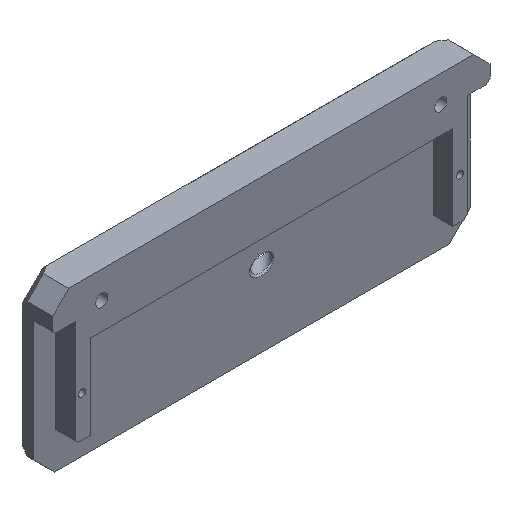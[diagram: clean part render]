
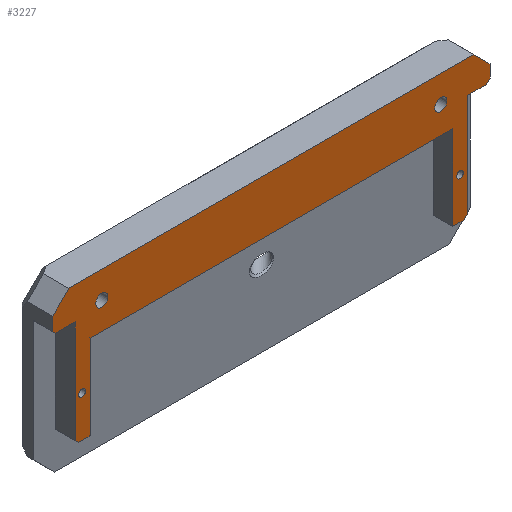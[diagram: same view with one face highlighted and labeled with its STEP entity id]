
A CAD part, isometric view. The second image highlights one B-rep face of the part: STEP entity #3227.
In plain terms, the highlighted planar face has unit normal (0, -1, 0).
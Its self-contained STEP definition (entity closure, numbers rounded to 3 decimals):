
#32=FACE_BOUND('',#322,.T.);
#33=FACE_BOUND('',#323,.T.);
#34=FACE_BOUND('',#324,.T.);
#35=FACE_BOUND('',#325,.T.);
#53=CIRCLE('',#3415,1.7);
#54=CIRCLE('',#3416,0.95);
#55=CIRCLE('',#3417,1.7);
#56=CIRCLE('',#3418,0.95);
#148=FACE_OUTER_BOUND('',#321,.T.);
#321=EDGE_LOOP('',(#2332,#2333,#2334,#2335,#2336,#2337,#2338,#2339,#2340,
#2341,#2342,#2343,#2344,#2345,#2346,#2347,#2348,#2349));
#322=EDGE_LOOP('',(#2350));
#323=EDGE_LOOP('',(#2351));
#324=EDGE_LOOP('',(#2352));
#325=EDGE_LOOP('',(#2353));
#639=LINE('',#4788,#1060);
#643=LINE('',#4796,#1064);
#644=LINE('',#4798,#1065);
#645=LINE('',#4800,#1066);
#646=LINE('',#4802,#1067);
#647=LINE('',#4804,#1068);
#648=LINE('',#4806,#1069);
#649=LINE('',#4808,#1070);
#650=LINE('',#4810,#1071);
#651=LINE('',#4812,#1072);
#652=LINE('',#4814,#1073);
#653=LINE('',#4816,#1074);
#654=LINE('',#4818,#1075);
#655=LINE('',#4820,#1076);
#656=LINE('',#4822,#1077);
#657=LINE('',#4824,#1078);
#658=LINE('',#4826,#1079);
#659=LINE('',#4827,#1080);
#1060=VECTOR('',#3862,10.);
#1064=VECTOR('',#3868,10.);
#1065=VECTOR('',#3869,10.);
#1066=VECTOR('',#3870,10.);
#1067=VECTOR('',#3871,10.);
#1068=VECTOR('',#3872,10.);
#1069=VECTOR('',#3873,10.);
#1070=VECTOR('',#3874,10.);
#1071=VECTOR('',#3875,10.);
#1072=VECTOR('',#3876,10.);
#1073=VECTOR('',#3877,10.);
#1074=VECTOR('',#3878,10.);
#1075=VECTOR('',#3879,10.);
#1076=VECTOR('',#3880,10.);
#1077=VECTOR('',#3881,10.);
#1078=VECTOR('',#3882,10.);
#1079=VECTOR('',#3883,10.);
#1080=VECTOR('',#3884,10.);
#1439=VERTEX_POINT('',#4786);
#1440=VERTEX_POINT('',#4787);
#1443=VERTEX_POINT('',#4795);
#1444=VERTEX_POINT('',#4797);
#1445=VERTEX_POINT('',#4799);
#1446=VERTEX_POINT('',#4801);
#1447=VERTEX_POINT('',#4803);
#1448=VERTEX_POINT('',#4805);
#1449=VERTEX_POINT('',#4807);
#1450=VERTEX_POINT('',#4809);
#1451=VERTEX_POINT('',#4811);
#1452=VERTEX_POINT('',#4813);
#1453=VERTEX_POINT('',#4815);
#1454=VERTEX_POINT('',#4817);
#1455=VERTEX_POINT('',#4819);
#1456=VERTEX_POINT('',#4821);
#1457=VERTEX_POINT('',#4823);
#1458=VERTEX_POINT('',#4825);
#1459=VERTEX_POINT('',#4828);
#1460=VERTEX_POINT('',#4830);
#1461=VERTEX_POINT('',#4832);
#1462=VERTEX_POINT('',#4834);
#1791=EDGE_CURVE('',#1439,#1440,#639,.T.);
#1795=EDGE_CURVE('',#1439,#1443,#643,.F.);
#1796=EDGE_CURVE('',#1443,#1444,#644,.T.);
#1797=EDGE_CURVE('',#1445,#1444,#645,.T.);
#1798=EDGE_CURVE('',#1445,#1446,#646,.T.);
#1799=EDGE_CURVE('',#1446,#1447,#647,.T.);
#1800=EDGE_CURVE('',#1448,#1447,#648,.T.);
#1801=EDGE_CURVE('',#1448,#1449,#649,.T.);
#1802=EDGE_CURVE('',#1449,#1450,#650,.T.);
#1803=EDGE_CURVE('',#1451,#1450,#651,.T.);
#1804=EDGE_CURVE('',#1451,#1452,#652,.T.);
#1805=EDGE_CURVE('',#1452,#1453,#653,.F.);
#1806=EDGE_CURVE('',#1454,#1453,#654,.T.);
#1807=EDGE_CURVE('',#1455,#1454,#655,.T.);
#1808=EDGE_CURVE('',#1456,#1455,#656,.T.);
#1809=EDGE_CURVE('',#1457,#1456,#657,.T.);
#1810=EDGE_CURVE('',#1458,#1457,#658,.T.);
#1811=EDGE_CURVE('',#1440,#1458,#659,.T.);
#1812=EDGE_CURVE('',#1459,#1459,#53,.T.);
#1813=EDGE_CURVE('',#1460,#1460,#54,.T.);
#1814=EDGE_CURVE('',#1461,#1461,#55,.T.);
#1815=EDGE_CURVE('',#1462,#1462,#56,.T.);
#2332=ORIENTED_EDGE('',*,*,#1791,.F.);
#2333=ORIENTED_EDGE('',*,*,#1795,.T.);
#2334=ORIENTED_EDGE('',*,*,#1796,.T.);
#2335=ORIENTED_EDGE('',*,*,#1797,.F.);
#2336=ORIENTED_EDGE('',*,*,#1798,.T.);
#2337=ORIENTED_EDGE('',*,*,#1799,.T.);
#2338=ORIENTED_EDGE('',*,*,#1800,.F.);
#2339=ORIENTED_EDGE('',*,*,#1801,.T.);
#2340=ORIENTED_EDGE('',*,*,#1802,.T.);
#2341=ORIENTED_EDGE('',*,*,#1803,.F.);
#2342=ORIENTED_EDGE('',*,*,#1804,.T.);
#2343=ORIENTED_EDGE('',*,*,#1805,.T.);
#2344=ORIENTED_EDGE('',*,*,#1806,.F.);
#2345=ORIENTED_EDGE('',*,*,#1807,.F.);
#2346=ORIENTED_EDGE('',*,*,#1808,.F.);
#2347=ORIENTED_EDGE('',*,*,#1809,.F.);
#2348=ORIENTED_EDGE('',*,*,#1810,.F.);
#2349=ORIENTED_EDGE('',*,*,#1811,.F.);
#2350=ORIENTED_EDGE('',*,*,#1812,.T.);
#2351=ORIENTED_EDGE('',*,*,#1813,.T.);
#2352=ORIENTED_EDGE('',*,*,#1814,.T.);
#2353=ORIENTED_EDGE('',*,*,#1815,.T.);
#3065=PLANE('',#3414);
#3227=ADVANCED_FACE('',(#148,#32,#33,#34,#35),#3065,.T.);
#3414=AXIS2_PLACEMENT_3D('',#4794,#3866,#3867);
#3415=AXIS2_PLACEMENT_3D('',#4829,#3885,#3886);
#3416=AXIS2_PLACEMENT_3D('',#4831,#3887,#3888);
#3417=AXIS2_PLACEMENT_3D('',#4833,#3889,#3890);
#3418=AXIS2_PLACEMENT_3D('',#4835,#3891,#3892);
#3862=DIRECTION('',(-0.707,0.,0.707));
#3866=DIRECTION('center_axis',(0.,-1.,0.));
#3867=DIRECTION('ref_axis',(0.,0.,
-1.));
#3868=DIRECTION('',(-1.,0.,0.));
#3869=DIRECTION('',(0.,0.,-1.));
#3870=DIRECTION('',(-0.707,0.,0.707));
#3871=DIRECTION('',(1.,0.,0.));
#3872=DIRECTION('',(0.,0.,1.));
#3873=DIRECTION('',(-1.,0.,0.));
#3874=DIRECTION('',(0.,0.,-1.));
#3875=DIRECTION('',(1.,0.,0.));
#3876=DIRECTION('',(-0.707,0.,-0.707));
#3877=DIRECTION('',(0.,0.,1.));
#3878=DIRECTION('',(-1.,0.,0.));
#3879=DIRECTION('',(-0.707,0.,-0.707));
#3880=DIRECTION('',(0.,0.,-1.));
#3881=DIRECTION('',(0.707,0.,-0.707));
#3882=DIRECTION('',(1.,0.,0.));
#3883=DIRECTION('',(0.707,0.,0.707));
#3884=DIRECTION('',(0.,0.,1.));
#3885=DIRECTION('center_axis',(0.,1.,0.));
#3886=DIRECTION('ref_axis',(-1.,0.,0.));
#3887=DIRECTION('center_axis',(0.,1.,0.));
#3888=DIRECTION('ref_axis',(1.,0.,0.));
#3889=DIRECTION('center_axis',(0.,1.,0.));
#3890=DIRECTION('ref_axis',(-1.,0.,0.));
#3891=DIRECTION('center_axis',(0.,1.,0.));
#3892=DIRECTION('ref_axis',(1.,0.,0.));
#4786=CARTESIAN_POINT('',(-94.998,-172.5,172.585));
#4787=CARTESIAN_POINT('',(-95.748,-172.5,173.335));
#4788=CARTESIAN_POINT('',(-62.43,-172.5,140.016));
#4794=CARTESIAN_POINT('Origin',(18.176,-172.5,154.735));
#4795=CARTESIAN_POINT('',(-89.524,-172.5,172.585));
#4796=CARTESIAN_POINT('',(-35.674,-172.5,172.585));
#4797=CARTESIAN_POINT('',(-89.524,-172.5,143.885));
#4798=CARTESIAN_POINT('',(-89.524,-172.5,160.66));
#4799=CARTESIAN_POINT('',(-88.524,-172.5,142.885));
#4800=CARTESIAN_POINT('',(-65.061,-172.5,119.423));
#4801=CARTESIAN_POINT('',(-85.324,-172.5,142.885));
#4802=CARTESIAN_POINT('',(-85.774,-172.5,142.885));
#4803=CARTESIAN_POINT('',(-85.324,-172.5,166.585));
#4804=CARTESIAN_POINT('',(-85.324,-172.5,158.485));
#4805=CARTESIAN_POINT('',(16.076,-172.5,166.585));
#4806=CARTESIAN_POINT('',(-8.224,-172.5,166.585));
#4807=CARTESIAN_POINT('',(16.076,-172.5,142.885));
#4808=CARTESIAN_POINT('',(16.076,-172.5,160.66));
#4809=CARTESIAN_POINT('',(19.276,-172.5,142.885));
#4810=CARTESIAN_POINT('',(17.126,-172.5,142.885));
#4811=CARTESIAN_POINT('',(20.276,-172.5,143.885));
#4812=CARTESIAN_POINT('',(22.214,-172.5,145.823));
#4813=CARTESIAN_POINT('',(20.276,-172.5,172.585));
#4814=CARTESIAN_POINT('',(20.276,-172.5,149.56));
#4815=CARTESIAN_POINT('',(25.441,-172.5,172.585));
#4816=CARTESIAN_POINT('',(19.226,-172.5,172.585));
#4817=CARTESIAN_POINT('',(26.502,-172.5,173.646));
#4818=CARTESIAN_POINT('',(19.427,-172.5,166.572));
#4819=CARTESIAN_POINT('',(26.502,-172.5,177.085));
#4820=CARTESIAN_POINT('',(26.502,-172.5,148.81));
#4821=CARTESIAN_POINT('',(22.002,-172.5,181.585));
#4822=CARTESIAN_POINT('',(19.601,-172.5,183.985));
#4823=CARTESIAN_POINT('',(-91.248,-172.5,181.585));
#4824=CARTESIAN_POINT('',(20.276,-172.5,181.585));
#4825=CARTESIAN_POINT('',(-95.748,-172.5,177.085));
#4826=CARTESIAN_POINT('',(-62.448,-172.5,210.385));
#4827=CARTESIAN_POINT('',(-95.748,-172.5,170.335));
#4828=CARTESIAN_POINT('',(-80.324,-172.5,174.085));
#4829=CARTESIAN_POINT('Origin',(-82.024,-172.5,174.085));
#4830=CARTESIAN_POINT('',(-88.499,-172.5,154.435));
#4831=CARTESIAN_POINT('Origin',(-87.549,-172.5,154.435));
#4832=CARTESIAN_POINT('',(14.476,-172.5,174.085));
#4833=CARTESIAN_POINT('Origin',(12.776,-172.5,174.085));
#4834=CARTESIAN_POINT('',(17.151,-172.5,154.435));
#4835=CARTESIAN_POINT('Origin',(18.101,-172.5,154.435));
